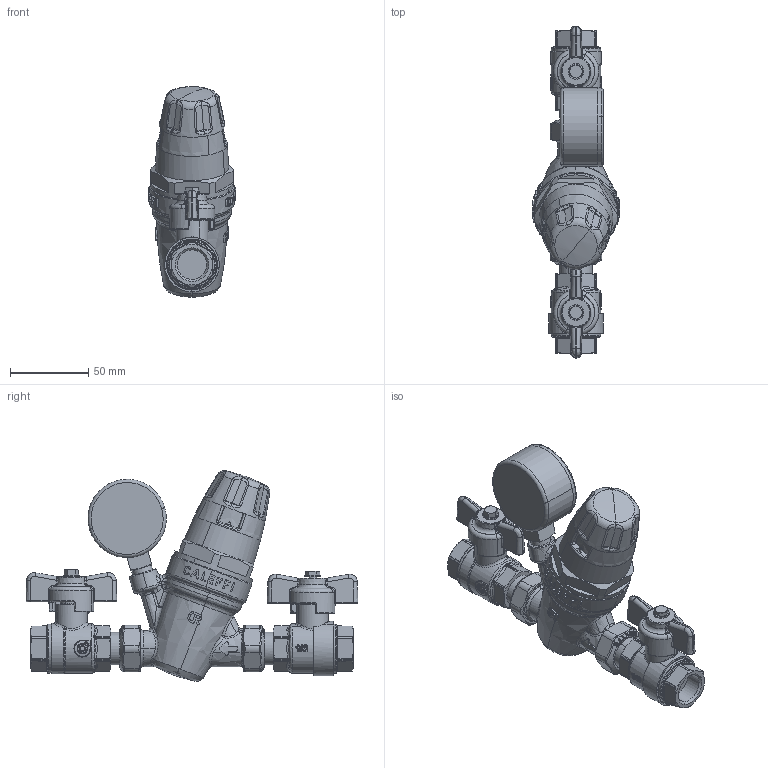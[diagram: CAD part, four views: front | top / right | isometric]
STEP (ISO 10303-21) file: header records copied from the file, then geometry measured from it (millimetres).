
FILE_DESCRIPTION(('CATIA V5 STEP Exchange'),'2;1');
FILE_NAME('STEP_554140_-_TST.stp','2018-11-15T10:01:53+00:00',('none'),('none'),'CATIA Version 5-6 Release 2016 SP4','CATIA V5 STEP AP203','none');
FILE_SCHEMA(('CONFIG_CONTROL_DESIGN'));
Products named in the file (1): 554140 - TST
Bounding box: 56 x 211.96 x 134.6 mm (x, y, z)
Volume: 399970.9 mm3; surface area: 65063.8 mm2
Topology: 1 solids, 2 shells, 2890 faces, 7042 edges, 3999 vertices
Faces by surface type: bspline 1777, plane 343, cylinder 270, sphere 180, cone 176, torus 126, extrusion 12, revolution 6
Entity records: 157723 total; most frequent: CARTESIAN_POINT 109633, ORIENTED_EDGE 13672, EDGE_CURVE 6836, B_SPLINE_CURVE_WITH_KNOTS 4685, VERTEX_POINT 3999, DIRECTION 3420, EDGE_LOOP 2945, ADVANCED_FACE 2890
